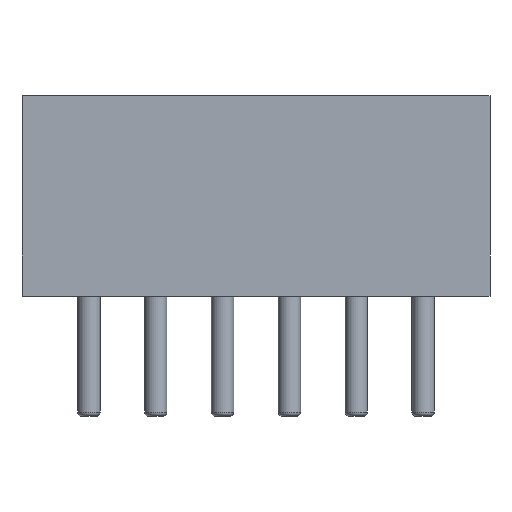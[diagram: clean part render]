
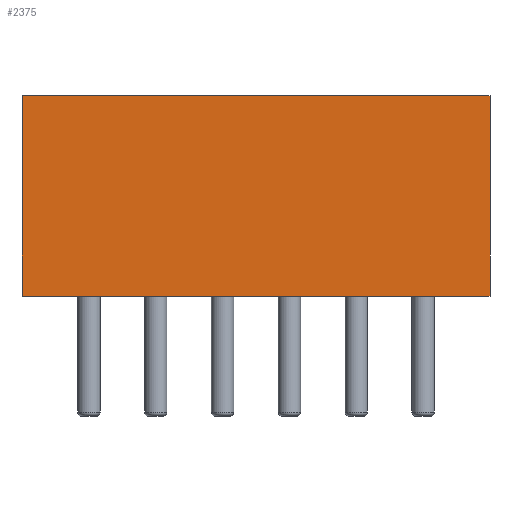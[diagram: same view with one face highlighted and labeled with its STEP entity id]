
A CAD part, front view. The second image highlights one B-rep face of the part: STEP entity #2375.
In plain terms, the highlighted planar face has unit normal (0, -1, 0).
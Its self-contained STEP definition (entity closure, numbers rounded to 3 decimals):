
#28 = CARTESIAN_POINT ( 'NONE',  ( -1.5, -2.2, 4.5 ) ) ;
#207 = CARTESIAN_POINT ( 'NONE',  ( -1.5, -2.2, 0.7 ) ) ;
#209 = VECTOR ( 'NONE', #2289, 1000. ) ;
#274 = EDGE_CURVE ( 'NONE', #2117, #365, #1212, .T. ) ;
#335 = PLANE ( 'NONE',  #1514 ) ;
#365 = VERTEX_POINT ( 'NONE', #383 ) ;
#370 = VECTOR ( 'NONE', #844, 1000. ) ;
#383 = CARTESIAN_POINT ( 'NONE',  ( 9., -2.2, 0. ) ) ;
#736 = VECTOR ( 'NONE', #1434, 1000. ) ;
#844 = DIRECTION ( 'NONE',  ( 0., 0., -1. ) ) ;
#933 = EDGE_CURVE ( 'NONE', #1987, #2117, #1022, .T. ) ;
#936 = DIRECTION ( 'NONE',  ( -1., 0., 0. ) ) ;
#953 = EDGE_LOOP ( 'NONE', ( #2013, #2428, #1825, #1535 ) ) ;
#1022 = LINE ( 'NONE', #207, #736 ) ;
#1047 = LINE ( 'NONE', #28, #209 ) ;
#1067 = CARTESIAN_POINT ( 'NONE',  ( 9., -2.2, 0.7 ) ) ;
#1212 = LINE ( 'NONE', #1336, #1401 ) ;
#1329 = DIRECTION ( 'NONE',  ( 0., 1., 0. ) ) ;
#1336 = CARTESIAN_POINT ( 'NONE',  ( -1.5, -2.2, 0. ) ) ;
#1401 = VECTOR ( 'NONE', #2528, 1000. ) ;
#1434 = DIRECTION ( 'NONE',  ( 0., 0., -1. ) ) ;
#1435 = LINE ( 'NONE', #1067, #370 ) ;
#1491 = FACE_OUTER_BOUND ( 'NONE', #953, .T. ) ;
#1514 = AXIS2_PLACEMENT_3D ( 'NONE', #2366, #1329, #936 ) ;
#1535 = ORIENTED_EDGE ( 'NONE', *, *, #933, .T. ) ;
#1726 = EDGE_CURVE ( 'NONE', #2461, #365, #1435, .T. ) ;
#1825 = ORIENTED_EDGE ( 'NONE', *, *, #2238, .F. ) ;
#1838 = CARTESIAN_POINT ( 'NONE',  ( -1.5, -2.2, 4.5 ) ) ;
#1965 = CARTESIAN_POINT ( 'NONE',  ( -1.5, -2.2, 0. ) ) ;
#1987 = VERTEX_POINT ( 'NONE', #1838 ) ;
#2013 = ORIENTED_EDGE ( 'NONE', *, *, #274, .T. ) ;
#2028 = CARTESIAN_POINT ( 'NONE',  ( 9., -2.2, 4.5 ) ) ;
#2117 = VERTEX_POINT ( 'NONE', #1965 ) ;
#2238 = EDGE_CURVE ( 'NONE', #1987, #2461, #1047, .T. ) ;
#2289 = DIRECTION ( 'NONE',  ( 1., 0., 0. ) ) ;
#2366 = CARTESIAN_POINT ( 'NONE',  ( -1.5, -2.2, 0.7 ) ) ;
#2375 = ADVANCED_FACE ( 'NONE', ( #1491 ), #335, .F. ) ;
#2428 = ORIENTED_EDGE ( 'NONE', *, *, #1726, .F. ) ;
#2461 = VERTEX_POINT ( 'NONE', #2028 ) ;
#2528 = DIRECTION ( 'NONE',  ( 1., 0., 0. ) ) ;
